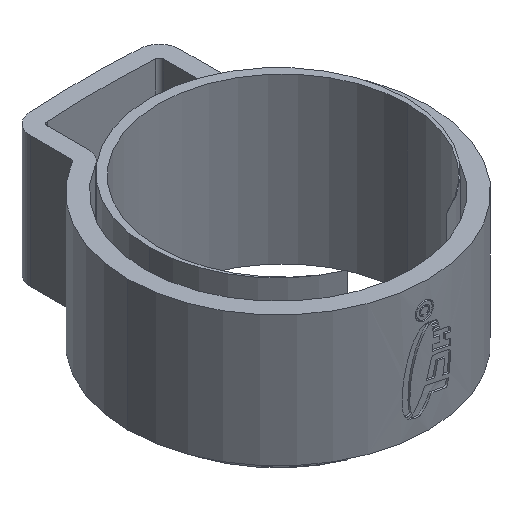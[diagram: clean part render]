
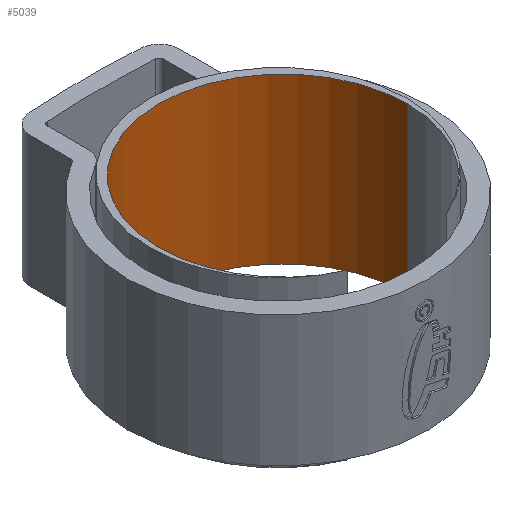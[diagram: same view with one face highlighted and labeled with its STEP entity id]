
A CAD part, isometric view. The second image highlights one B-rep face of the part: STEP entity #5039.
In plain terms, the highlighted cylindrical face has radius 6.66 mm (diameter 13.321 mm), a partial arc.
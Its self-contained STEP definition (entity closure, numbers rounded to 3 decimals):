
#66 = VERTEX_POINT ( 'NONE', #5151 ) ;
#98 = FACE_OUTER_BOUND ( 'NONE', #3846, .T. ) ;
#669 = CARTESIAN_POINT ( 'NONE',  ( 6.66, -0.26, 4.4 ) ) ;
#808 = ORIENTED_EDGE ( 'NONE', *, *, #2809, .T. ) ;
#899 = CIRCLE ( 'NONE', #1504, 6.66 ) ;
#951 = ORIENTED_EDGE ( 'NONE', *, *, #1801, .T. ) ;
#954 = CARTESIAN_POINT ( 'NONE',  ( 0., -0.26, 4.4 ) ) ;
#978 = DIRECTION ( 'NONE',  ( 0., 0., -1. ) ) ;
#982 = DIRECTION ( 'NONE',  ( 0., 0., -1. ) ) ;
#1072 = CIRCLE ( 'NONE', #2038, 6.66 ) ;
#1336 = CARTESIAN_POINT ( 'NONE',  ( -6.66, -0.26, -4.4 ) ) ;
#1349 = AXIS2_PLACEMENT_3D ( 'NONE', #2166, #982, #1370 ) ;
#1370 = DIRECTION ( 'NONE',  ( -1., 0., 0. ) ) ;
#1504 = AXIS2_PLACEMENT_3D ( 'NONE', #954, #978, #2655 ) ;
#1621 = EDGE_CURVE ( 'NONE', #2765, #66, #899, .T. ) ;
#1692 = EDGE_CURVE ( 'NONE', #66, #1911, #2792, .T. ) ;
#1742 = CARTESIAN_POINT ( 'NONE',  ( -6.66, -0.26, 4.4 ) ) ;
#1801 = EDGE_CURVE ( 'NONE', #4031, #1911, #1072, .T. ) ;
#1911 = VERTEX_POINT ( 'NONE', #5132 ) ;
#1913 = DIRECTION ( 'NONE',  ( 0., 0., -1. ) ) ;
#2030 = ORIENTED_EDGE ( 'NONE', *, *, #1692, .F. ) ;
#2038 = AXIS2_PLACEMENT_3D ( 'NONE', #2876, #3336, #3797 ) ;
#2043 = VECTOR ( 'NONE', #4332, 1000. ) ;
#2166 = CARTESIAN_POINT ( 'NONE',  ( 0., -0.26, 4.4 ) ) ;
#2176 = LINE ( 'NONE', #1742, #2043 ) ;
#2655 = DIRECTION ( 'NONE',  ( 1., 0., 0. ) ) ;
#2765 = VERTEX_POINT ( 'NONE', #2842 ) ;
#2792 = LINE ( 'NONE', #669, #5363 ) ;
#2809 = EDGE_CURVE ( 'NONE', #2765, #4031, #2176, .T. ) ;
#2842 = CARTESIAN_POINT ( 'NONE',  ( -6.66, -0.26, 4.4 ) ) ;
#2876 = CARTESIAN_POINT ( 'NONE',  ( 0., -0.26, -4.4 ) ) ;
#3336 = DIRECTION ( 'NONE',  ( 0., 0., -1. ) ) ;
#3355 = ORIENTED_EDGE ( 'NONE', *, *, #1621, .F. ) ;
#3797 = DIRECTION ( 'NONE',  ( 1., 0., 0. ) ) ;
#3846 = EDGE_LOOP ( 'NONE', ( #2030, #3355, #808, #951 ) ) ;
#4031 = VERTEX_POINT ( 'NONE', #1336 ) ;
#4332 = DIRECTION ( 'NONE',  ( 0., 0., -1. ) ) ;
#4734 = CYLINDRICAL_SURFACE ( 'NONE', #1349, 6.66 ) ;
#5039 = ADVANCED_FACE ( 'NONE', ( #98 ), #4734, .F. ) ;
#5132 = CARTESIAN_POINT ( 'NONE',  ( 6.66, -0.26, -4.4 ) ) ;
#5151 = CARTESIAN_POINT ( 'NONE',  ( 6.66, -0.26, 4.4 ) ) ;
#5363 = VECTOR ( 'NONE', #1913, 1000. ) ;
